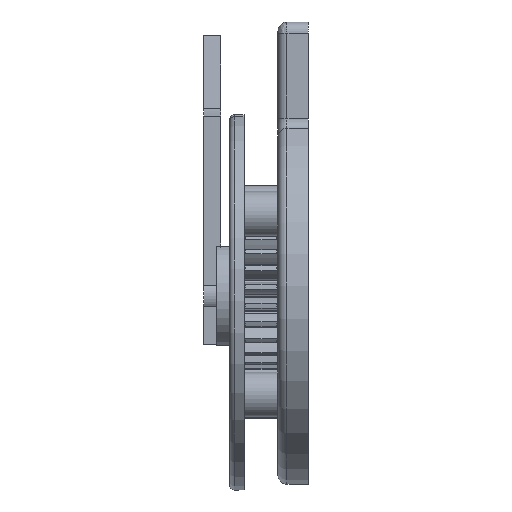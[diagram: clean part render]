
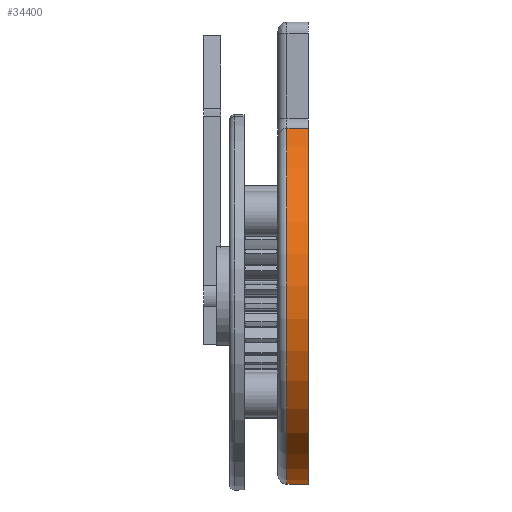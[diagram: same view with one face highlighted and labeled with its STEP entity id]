
A CAD part, left-side view. The second image highlights one B-rep face of the part: STEP entity #34400.
In plain terms, the highlighted cylindrical face has radius 26.5 mm (diameter 53 mm), a partial arc.
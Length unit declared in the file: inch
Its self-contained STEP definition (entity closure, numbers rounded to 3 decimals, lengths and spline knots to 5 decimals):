
#3486=LINE('',#49855,#6192);
#3487=LINE('',#49859,#6193);
#6192=VECTOR('',#40512,0.3937);
#6193=VECTOR('',#40517,0.3937);
#8875=CYLINDRICAL_SURFACE('',#36999,1.04331);
#9337=FACE_OUTER_BOUND('',#11305,.T.);
#11305=EDGE_LOOP('',(#25013,#25014,#25015,#25016));
#13625=CIRCLE('',#36982,1.04331);
#13635=CIRCLE('',#37000,1.04331);
#14807=VERTEX_POINT('',#49814);
#14809=VERTEX_POINT('',#49820);
#14818=VERTEX_POINT('',#49854);
#14819=VERTEX_POINT('',#49858);
#18671=EDGE_CURVE('',#14809,#14807,#13625,.T.);
#18688=EDGE_CURVE('',#14818,#14807,#3486,.T.);
#18690=EDGE_CURVE('',#14819,#14809,#3487,.T.);
#18691=EDGE_CURVE('',#14818,#14819,#13635,.T.);
#25013=ORIENTED_EDGE('',*,*,#18671,.F.);
#25014=ORIENTED_EDGE('',*,*,#18690,.F.);
#25015=ORIENTED_EDGE('',*,*,#18691,.F.);
#25016=ORIENTED_EDGE('',*,*,#18688,.T.);
#34400=ADVANCED_FACE('',(#9337),#8875,.T.);
#36982=AXIS2_PLACEMENT_3D('',#49822,#40472,#40473);
#36999=AXIS2_PLACEMENT_3D('',#49857,#40515,#40516);
#37000=AXIS2_PLACEMENT_3D('',#49860,#40518,#40519);
#40472=DIRECTION('center_axis',(0.,1.,0.));
#40473=DIRECTION('ref_axis',(-0.457,0.,0.889));
#40512=DIRECTION('',(0.,1.,0.));
#40515=DIRECTION('center_axis',(0.,1.,0.));
#40516=DIRECTION('ref_axis',(0.445,0.,-0.896));
#40517=DIRECTION('',(0.,1.,0.));
#40518=DIRECTION('center_axis',(0.,-1.,0.));
#40519=DIRECTION('ref_axis',(0.445,0.,-0.896));
#49814=CARTESIAN_POINT('',(-0.47685,0.04,0.92796));
#49820=CARTESIAN_POINT('',(0.46394,0.04,-0.93448));
#49822=CARTESIAN_POINT('Origin',(0.,0.04,0.));
#49854=CARTESIAN_POINT('',(-0.47685,-0.07874,0.92796));
#49855=CARTESIAN_POINT('',(-0.47685,-0.07874,0.92796));
#49857=CARTESIAN_POINT('Origin',(0.,-0.01937,
0.));
#49858=CARTESIAN_POINT('',(0.46394,-0.07874,-0.93448));
#49859=CARTESIAN_POINT('',(0.46394,-0.07874,-0.93448));
#49860=CARTESIAN_POINT('Origin',(0.,-0.07874,
0.));
